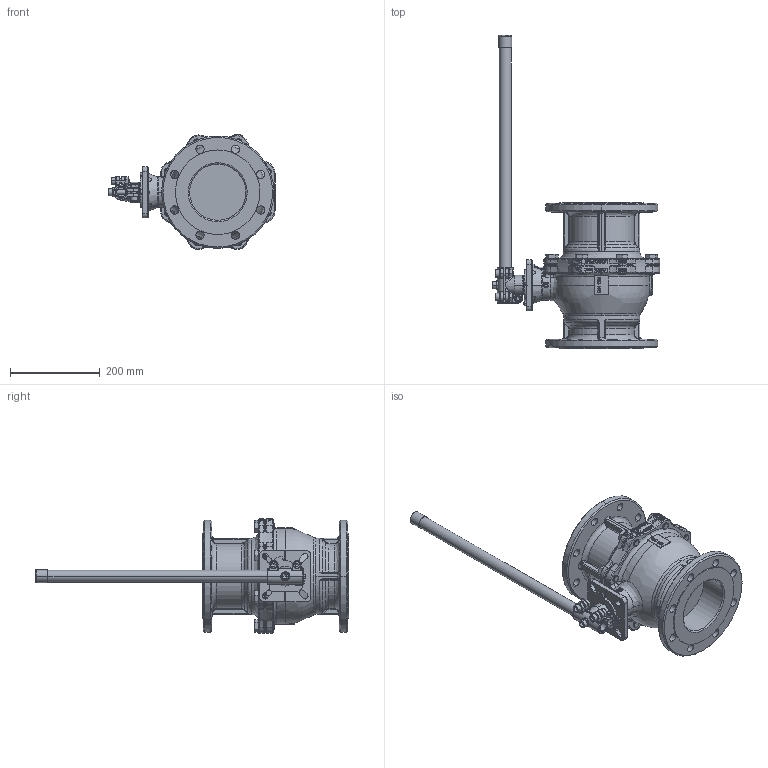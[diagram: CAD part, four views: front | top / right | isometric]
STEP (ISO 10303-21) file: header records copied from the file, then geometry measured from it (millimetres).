
FILE_DESCRIPTION (( 'STEP AP214' ), '1' );
FILE_NAME ('FK05_DN125.STEP', '2022-08-17T12:24:21', ( '' ), ( '' ), 'SwSTEP 2.0', 'SolidWorks 2021', '' );
FILE_SCHEMA (( 'AUTOMOTIVE_DESIGN' ));
Length unit declared in the file: metre
Products named in the file (3): FK05_DN125; ENG-069069_2; ENG-069069
Assembly tree (2 placements, depth 2):
  FK05_DN125
    ENG-069069_2
    ENG-069069
Bounding box: 372.6 x 697 x 255.84 mm (x, y, z)
Volume: 8165846.1 mm3; surface area: 677395 mm2
Topology: 2 solids, 3 shells, 1804 faces, 4743 edges, 2934 vertices
Faces by surface type: bspline 593, plane 526, cylinder 502, cone 181, torus 2
Entity records: 138735 total; most frequent: CARTESIAN_POINT 78646, ORIENTED_EDGE 9346, DIRECTION 6929, EDGE_CURVE 4673, VERTEX_POINT 2934, AXIS2_PLACEMENT_3D 2581, EDGE_LOOP 1963, UNCERTAINTY_MEASURE_WITH_UNIT 1811
